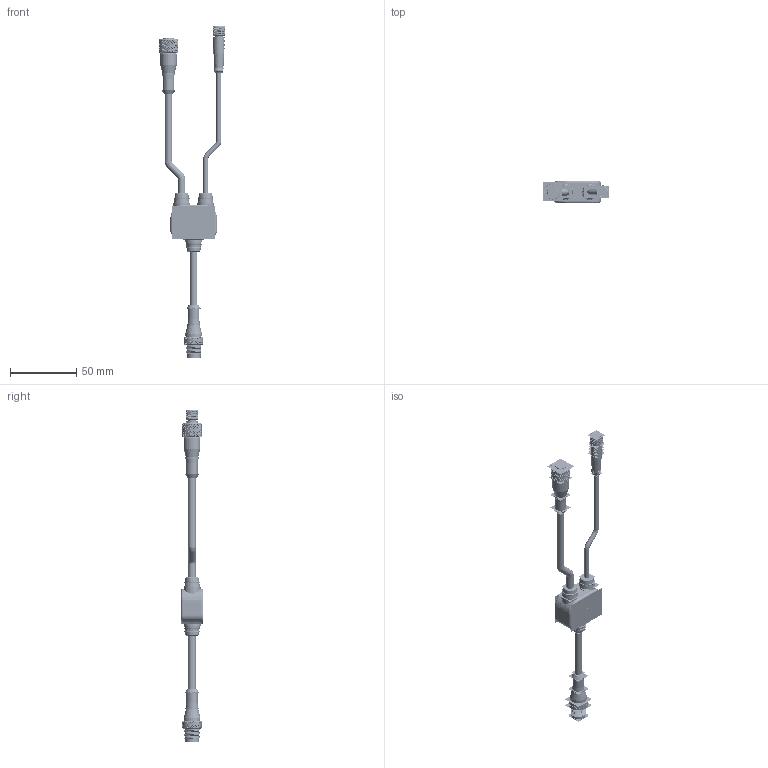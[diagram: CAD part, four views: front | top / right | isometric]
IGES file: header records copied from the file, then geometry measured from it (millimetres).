
Start section:  PTC IGES file: 243569_sm01.igs
Global section: file name: 243569_sm01.igs; native system: Creo Parametric by PTC Inc.; preprocessor: 2022414; author: banengservice; organization: Unknown; date: 20240719.101108; units: millimetre
Bounding box: 50.03 x 17.27 x 250.26 mm (x, y, z)
Volume: 29328.4 mm3; surface area: 65619 mm2
Topology: 1 solids, 73 shells, 15288 faces, 66834 edges, 78954 vertices
Faces by surface type: bspline 12078, revolution 3210
